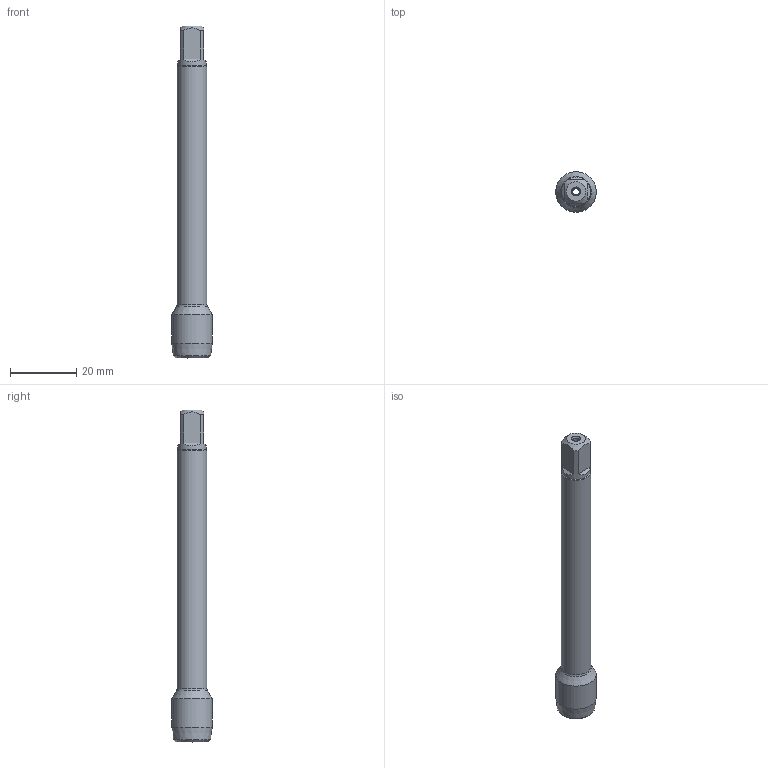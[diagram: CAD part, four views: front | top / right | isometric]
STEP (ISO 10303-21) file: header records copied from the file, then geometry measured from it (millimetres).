
FILE_DESCRIPTION(/* description */ (''),/* implementation_level */ '2;1');
FILE_NAME(/* name */ 'tool.stp',/* time_stamp */ '2022-05-05T20:11:01+02:00',/* author */ (''),/* organization */ ('SMS'),/* preprocessor_version */ 'ST-DEVELOPER v16.7',/* originating_system */ 'SIEMENS PLM Software NX 12.0',/* authorisation */ '');
FILE_SCHEMA (('AUTOMOTIVE_DESIGN { 1 0 10303 214 3 1 1 1 }'));
Length unit declared in the file: millimetre
Products named in the file (1): Tool
Bounding box: 12.18 x 12.18 x 100 mm (x, y, z)
Volume: 6560.5 mm3; surface area: 3917.3 mm2
Topology: 2 solids, 2 shells, 25 faces, 59 edges, 41 vertices
Faces by surface type: plane 12, cone 7, cylinder 5, torus 1
Full cylindrical faces by diameter (mm): 2 x2, 8.64 x1, 9 x1, 12.183 x1
Entity records: 731 total; most frequent: CARTESIAN_POINT 146, DIRECTION 118, ORIENTED_EDGE 80, AXIS2_PLACEMENT_3D 53, EDGE_LOOP 42, EDGE_CURVE 40, FACE_BOUND 34, VERTEX_POINT 32
